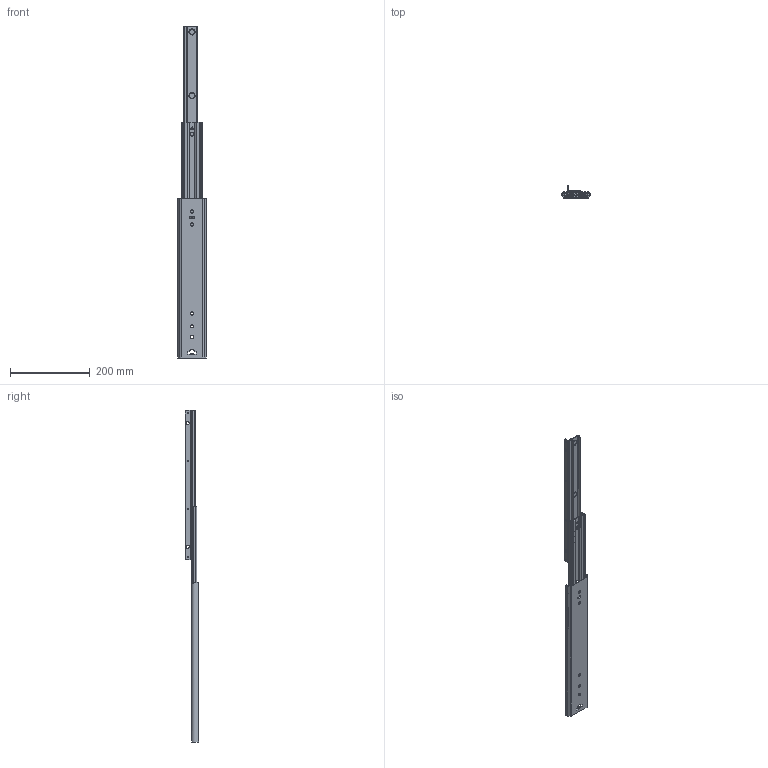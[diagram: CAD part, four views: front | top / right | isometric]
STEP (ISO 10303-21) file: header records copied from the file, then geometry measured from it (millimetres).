
FILE_DESCRIPTION((''),'2;1');
FILE_NAME('101-S03_ASM','2015-05-12T',('w.jans'),(''),'PRO/ENGINEER BY PARAMETRIC TECHNOLOGY CORPORATION, 2003450','PRO/ENGINEER BY PARAMETRIC TECHNOLOGY CORPORATION, 2003450','');
FILE_SCHEMA(('CONFIG_CONTROL_DESIGN'));
Length unit declared in the file: millimetre
Products named in the file (15): 101-S03-SKEL; 511-01-S03-TA1; 511-01-S03-TA1_ASM; 515-4XX-01-S03; 911-073; 515-4XX-01-S03_ASM; 512-01-S03-TA2; 512-01-S03-TA2_ASM; 515-5XX-01-S03; 911-078; 515-5XX-01-S03_ASM; 513-01-S03-TA3; 516-034; 513-01-S03-TA3_ASM; 101-S03_ASM
Assembly tree (48 placements, depth 3):
  101-S03_ASM
    101-S03-SKEL
    511-01-S03-TA1_ASM
      511-01-S03-TA1
    515-4XX-01-S03_ASM
      515-4XX-01-S03
      911-073  x20
    512-01-S03-TA2_ASM
      512-01-S03-TA2
    515-5XX-01-S03_ASM
      515-5XX-01-S03
      911-078  x16
    513-01-S03-TA3_ASM
      513-01-S03-TA3
      516-034
Bounding box: 70.9 x 32.7 x 835 mm (x, y, z)
Volume: 219874.7 mm3; surface area: 270005 mm2
Topology: 42 solids, 42 shells, 1096 faces, 3117 edges, 1956 vertices
Faces by surface type: plane 560, cylinder 416, sphere 72, cone 30, torus 18
Entity records: 35457 total; most frequent: CARTESIAN_POINT 7492, DIRECTION 5893, ORIENTED_EDGE 5810, EDGE_CURVE 2905, AXIS2_PLACEMENT_3D 1996, VECTOR 1901, LINE 1901, VERTEX_POINT 1888
